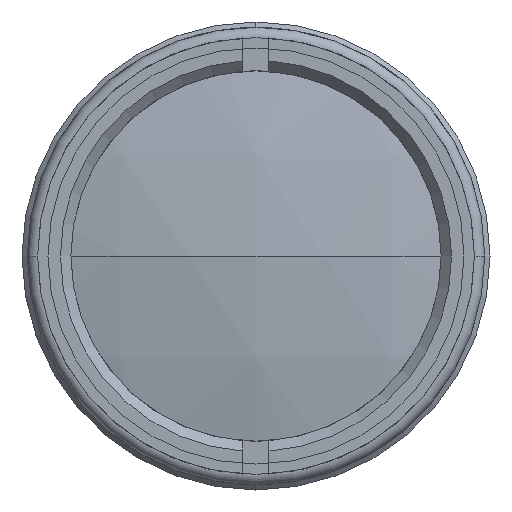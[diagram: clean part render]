
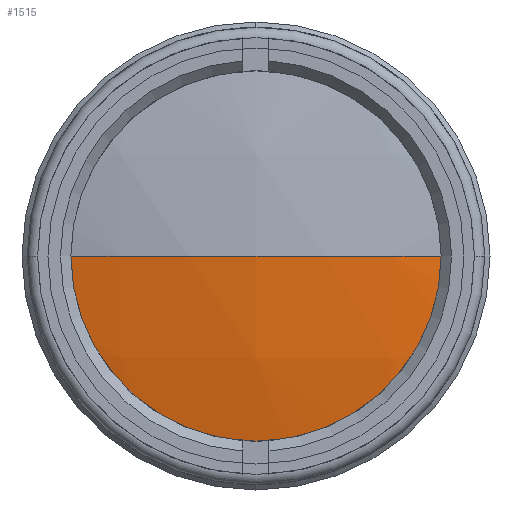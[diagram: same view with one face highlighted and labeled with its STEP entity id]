
A CAD part, left-side view. The second image highlights one B-rep face of the part: STEP entity #1515.
In plain terms, the highlighted spherical face has radius 87.5 mm.
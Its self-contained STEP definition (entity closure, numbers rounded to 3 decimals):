
#84 = EDGE_CURVE ( 'NONE', #1648, #3065, #2672, .T. ) ;
#352 = FACE_OUTER_BOUND ( 'NONE', #3811, .T. ) ;
#505 = DIRECTION ( 'NONE',  ( -1., 0., 0. ) ) ;
#641 = DIRECTION ( 'NONE',  ( 0., 1., 0. ) ) ;
#755 = DIRECTION ( 'NONE',  ( 0., 0., 1. ) ) ;
#818 = AXIS2_PLACEMENT_3D ( 'NONE', #1917, #3810, #641 ) ;
#1073 = CARTESIAN_POINT ( 'NONE',  ( -76.683, -19.5, 0. ) ) ;
#1165 = DIRECTION ( 'NONE',  ( 0., 0., 1. ) ) ;
#1319 = CARTESIAN_POINT ( 'NONE',  ( 8.616, 0., 0. ) ) ;
#1445 = VERTEX_POINT ( 'NONE', #3461 ) ;
#1515 = ADVANCED_FACE ( 'NONE', ( #352 ), #3540, .T. ) ;
#1615 = AXIS2_PLACEMENT_3D ( 'NONE', #2403, #505, #1165 ) ;
#1648 = VERTEX_POINT ( 'NONE', #2178 ) ;
#1914 = AXIS2_PLACEMENT_3D ( 'NONE', #2367, #755, #3306 ) ;
#1917 = CARTESIAN_POINT ( 'NONE',  ( 8.616, 0., 0. ) ) ;
#2178 = CARTESIAN_POINT ( 'NONE',  ( -76.683, 19.5, 0. ) ) ;
#2264 = ORIENTED_EDGE ( 'NONE', *, *, #2942, .T. ) ;
#2291 = DIRECTION ( 'NONE',  ( 0., 1., 0. ) ) ;
#2367 = CARTESIAN_POINT ( 'NONE',  ( 8.616, 0., 0. ) ) ;
#2403 = CARTESIAN_POINT ( 'NONE',  ( -76.683, 0., 0. ) ) ;
#2628 = AXIS2_PLACEMENT_3D ( 'NONE', #1319, #3848, #2291 ) ;
#2672 = CIRCLE ( 'NONE', #1615, 19.5 ) ;
#2718 = EDGE_CURVE ( 'NONE', #1648, #1445, #3422, .T. ) ;
#2942 = EDGE_CURVE ( 'NONE', #3065, #1445, #3886, .T. ) ;
#3065 = VERTEX_POINT ( 'NONE', #1073 ) ;
#3306 = DIRECTION ( 'NONE',  ( 1., 0., 0. ) ) ;
#3422 = CIRCLE ( 'NONE', #1914, 87.5 ) ;
#3439 = ORIENTED_EDGE ( 'NONE', *, *, #84, .T. ) ;
#3461 = CARTESIAN_POINT ( 'NONE',  ( -78.884, 0., 0. ) ) ;
#3540 = SPHERICAL_SURFACE ( 'NONE', #2628, 87.5 ) ;
#3810 = DIRECTION ( 'NONE',  ( 0., 0., -1. ) ) ;
#3811 = EDGE_LOOP ( 'NONE', ( #3439, #2264, #3831 ) ) ;
#3831 = ORIENTED_EDGE ( 'NONE', *, *, #2718, .F. ) ;
#3848 = DIRECTION ( 'NONE',  ( 0., 0., -1. ) ) ;
#3886 = CIRCLE ( 'NONE', #818, 87.5 ) ;
